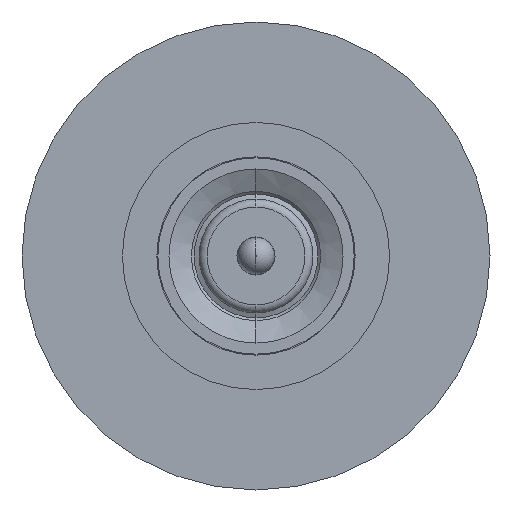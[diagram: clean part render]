
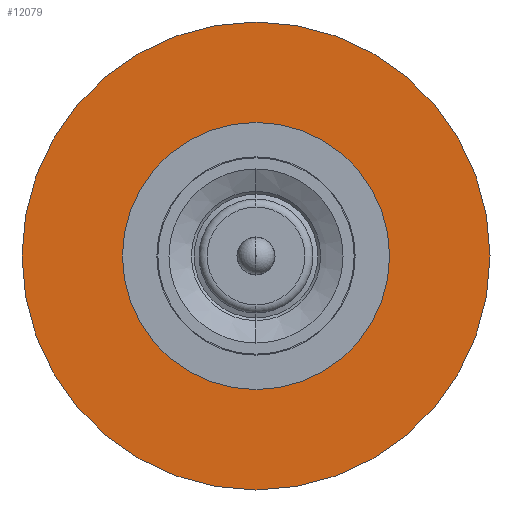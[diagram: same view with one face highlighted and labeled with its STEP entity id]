
A CAD part, left-side view. The second image highlights one B-rep face of the part: STEP entity #12079.
In plain terms, the highlighted planar face has unit normal (-1, 0, 0).
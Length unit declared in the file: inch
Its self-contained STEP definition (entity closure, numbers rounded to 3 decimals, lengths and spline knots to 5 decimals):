
#6545 = CARTESIAN_POINT ( 'NONE',  ( 0., 0., 0.33675 ) ) ;
#6645 = DIRECTION ( 'NONE',  ( 0., 0., -1. ) ) ;
#6646 = DIRECTION ( 'NONE',  ( 1., 0., 0. ) ) ;
#6647 = CARTESIAN_POINT ( 'NONE',  ( 0., 0., 0. ) ) ;
#6648 = AXIS2_PLACEMENT_3D ( 'NONE', #6647, #6646, #6645 ) ;
#6649 = CIRCLE ( 'NONE', #6648, 0.59 ) ;
#6696 = CARTESIAN_POINT ( 'NONE',  ( 0., 0., 0.59 ) ) ;
#6697 = CARTESIAN_POINT ( 'NONE',  ( 0., 0., -0.59 ) ) ;
#6703 = DIRECTION ( 'NONE',  ( 0., 0., -1. ) ) ;
#6704 = DIRECTION ( 'NONE',  ( 1., 0., 0. ) ) ;
#6705 = CARTESIAN_POINT ( 'NONE',  ( 0., 0., 0. ) ) ;
#6706 = AXIS2_PLACEMENT_3D ( 'NONE', #6705, #6704, #6703 ) ;
#6707 = CIRCLE ( 'NONE', #6706, 0.59 ) ;
#6759 = CARTESIAN_POINT ( 'NONE',  ( 0., 0., -0.33675 ) ) ;
#6780 = AXIS2_PLACEMENT_3D ( 'NONE', #6828, #6827, #6826 ) ;
#6781 = FACE_OUTER_BOUND ( 'NONE', #11936, .T. ) ;
#6801 = FACE_BOUND ( 'NONE', #12080, .T. ) ;
#6805 = PLANE ( 'NONE',  #6780 ) ;
#6806 = DIRECTION ( 'NONE',  ( 0., 0., 1. ) ) ;
#6807 = DIRECTION ( 'NONE',  ( -1., 0., 0. ) ) ;
#6808 = CARTESIAN_POINT ( 'NONE',  ( 0., 0., 0. ) ) ;
#6809 = AXIS2_PLACEMENT_3D ( 'NONE', #6808, #6807, #6806 ) ;
#6826 = DIRECTION ( 'NONE',  ( 0., 0., 1. ) ) ;
#6827 = DIRECTION ( 'NONE',  ( -1., 0., 0. ) ) ;
#6828 = CARTESIAN_POINT ( 'NONE',  ( 0., 0., 0. ) ) ;
#6831 = CIRCLE ( 'NONE', #6809, 0.33675 ) ;
#6844 = DIRECTION ( 'NONE',  ( 0., 0., 1. ) ) ;
#6845 = DIRECTION ( 'NONE',  ( -1., 0., 0. ) ) ;
#6846 = CARTESIAN_POINT ( 'NONE',  ( 0., 0., 0. ) ) ;
#6847 = AXIS2_PLACEMENT_3D ( 'NONE', #6846, #6845, #6844 ) ;
#6848 = CIRCLE ( 'NONE', #6847, 0.33675 ) ;
#11936 = EDGE_LOOP ( 'NONE', ( #12029, #12030 ) ) ;
#11943 = VERTEX_POINT ( 'NONE', #6545 ) ;
#12018 = EDGE_CURVE ( 'NONE', #12034, #12035, #6649, .T. ) ;
#12029 = ORIENTED_EDGE ( 'NONE', *, *, #12018, .F. ) ;
#12030 = ORIENTED_EDGE ( 'NONE', *, *, #12031, .F. ) ;
#12031 = EDGE_CURVE ( 'NONE', #12035, #12034, #6707, .T. ) ;
#12034 = VERTEX_POINT ( 'NONE', #6697 ) ;
#12035 = VERTEX_POINT ( 'NONE', #6696 ) ;
#12079 = ADVANCED_FACE ( 'NONE', ( #6801, #6781 ), #6805, .T. ) ;
#12080 = EDGE_LOOP ( 'NONE', ( #12082, #12083 ) ) ;
#12082 = ORIENTED_EDGE ( 'NONE', *, *, #12085, .F. ) ;
#12083 = ORIENTED_EDGE ( 'NONE', *, *, #12100, .F. ) ;
#12085 = EDGE_CURVE ( 'NONE', #12094, #11943, #6831, .T. ) ;
#12094 = VERTEX_POINT ( 'NONE', #6759 ) ;
#12100 = EDGE_CURVE ( 'NONE', #11943, #12094, #6848, .T. ) ;
